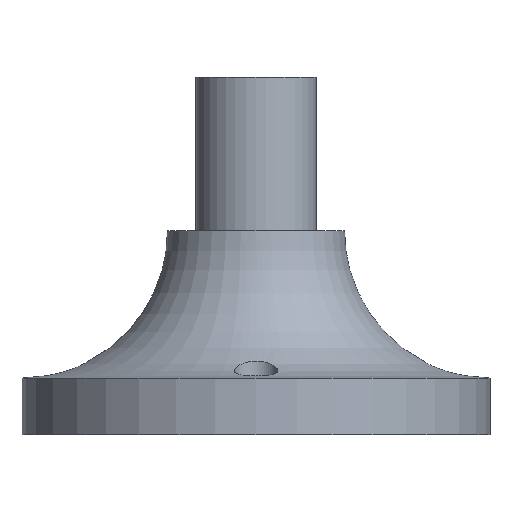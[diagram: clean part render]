
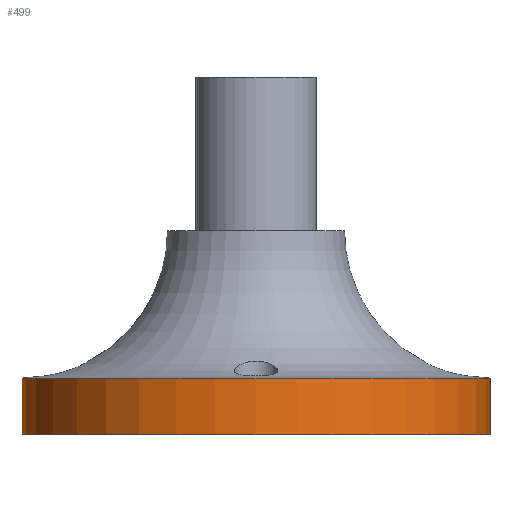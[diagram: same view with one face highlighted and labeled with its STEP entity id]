
A CAD part, front view. The second image highlights one B-rep face of the part: STEP entity #499.
In plain terms, the highlighted cylindrical face has radius 35 mm (diameter 70 mm), a full revolution.
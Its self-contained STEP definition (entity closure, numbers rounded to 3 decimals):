
#456=CARTESIAN_POINT('',(35.,0.,8.5));
#457=VERTEX_POINT('',#456);
#458=CARTESIAN_POINT('',(0.0,0.0,8.5));
#459=DIRECTION('',(0.0,0.0,-1.0));
#460=DIRECTION('',(-1.0,0.0,0.0));
#461=AXIS2_PLACEMENT_3D('',#458,#459,#460);
#462=CIRCLE('',#461,35.);
#463=EDGE_CURVE('',#457,#457,#462,.T.);
#480=CARTESIAN_POINT('',(0.0,0.0,0.0));
#481=DIRECTION('',(0.0,0.0,1.0));
#482=DIRECTION('',(-1.0,0.0,0.0));
#483=AXIS2_PLACEMENT_3D('',#480,#481,#482);
#484=CYLINDRICAL_SURFACE('',#483,35.);
#485=ORIENTED_EDGE('',*,*,#463,.T.);
#486=EDGE_LOOP('',(#485));
#487=FACE_OUTER_BOUND('',#486,.T.);
#488=CARTESIAN_POINT('',(35.,0.,0.0));
#489=VERTEX_POINT('',#488);
#490=CARTESIAN_POINT('',(0.0,0.0,0.0));
#491=DIRECTION('',(0.0,0.0,-1.0));
#492=DIRECTION('',(-1.0,0.0,0.0));
#493=AXIS2_PLACEMENT_3D('',#490,#491,#492);
#494=CIRCLE('',#493,35.);
#495=EDGE_CURVE('',#489,#489,#494,.T.);
#496=ORIENTED_EDGE('',*,*,#495,.F.);
#497=EDGE_LOOP('',(#496));
#498=FACE_BOUND('',#497,.T.);
#499=ADVANCED_FACE('',(#487,#498),#484,.T.);
